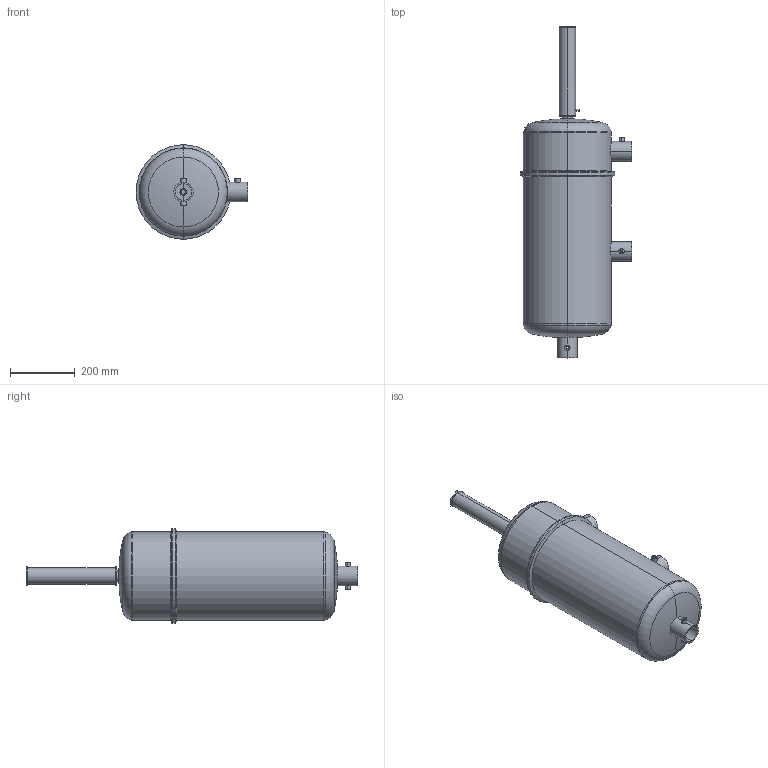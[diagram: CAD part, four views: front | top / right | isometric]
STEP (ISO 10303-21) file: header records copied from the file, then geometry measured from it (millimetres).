
FILE_DESCRIPTION (( 'STEP AP203' ), '1' );
FILE_NAME ('C2-90.STEP', '2020-07-16T09:13:34', ( '' ), ( '' ), 'SwSTEP 2.0', 'SolidWorks 2018', '' );
FILE_SCHEMA (( 'CONFIG_CONTROL_DESIGN' ));
Length unit declared in the file: inch
Products named in the file (1): C2-90
Bounding box: 346.2 x 1027.8 x 292.79 mm (x, y, z)
Volume: 3928977.9 mm3; surface area: 1443574.7 mm2
Topology: 5 solids, 5 shells, 120 faces, 278 edges, 170 vertices
Faces by surface type: cylinder 58, plane 30, torus 24, cone 8
Entity records: 4661 total; most frequent: CARTESIAN_POINT 1791, DIRECTION 610, ORIENTED_EDGE 556, EDGE_CURVE 278, AXIS2_PLACEMENT_3D 251, VERTEX_POINT 170, EDGE_LOOP 144, CIRCLE 130
